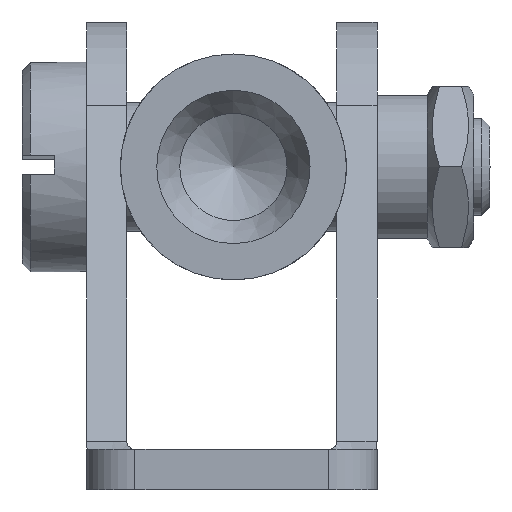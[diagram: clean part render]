
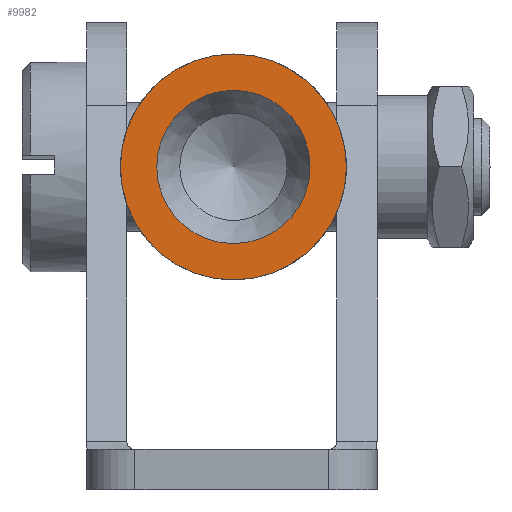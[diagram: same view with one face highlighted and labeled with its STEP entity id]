
A CAD part, left-side view. The second image highlights one B-rep face of the part: STEP entity #9982.
In plain terms, the highlighted planar face has unit normal (-1, 0, 0).
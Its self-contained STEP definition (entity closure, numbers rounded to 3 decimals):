
#8933 = CYLINDRICAL_SURFACE('',#8934,7.);
#8934 = AXIS2_PLACEMENT_3D('',#8935,#8936,#8937);
#8935 = CARTESIAN_POINT('',(9.5,0.,0.
    ));
#8936 = DIRECTION('',(-1.,0.,0.));
#8937 = DIRECTION('',(0.,0.,-1.));
#9450 = EDGE_CURVE('',#9451,#9451,#9453,.T.);
#9451 = VERTEX_POINT('',#9452);
#9452 = CARTESIAN_POINT('',(0.,0.,-4.75));
#9453 = SURFACE_CURVE('',#9454,(#9459,#9493),.PCURVE_S1.);
#9454 = CIRCLE('',#9455,4.75);
#9455 = AXIS2_PLACEMENT_3D('',#9456,#9457,#9458);
#9456 = CARTESIAN_POINT('',(0.,0.,0.));
#9457 = DIRECTION('',(1.,0.,0.));
#9458 = DIRECTION('',(0.,0.,-1.));
#9459 = PCURVE('',#9460,#9465);
#9460 = CONICAL_SURFACE('',#9461,4.037,0.524);
#9461 = AXIS2_PLACEMENT_3D('',#9462,#9463,#9464);
#9462 = CARTESIAN_POINT('',(1.235,0.,
    0.));
#9463 = DIRECTION('',(-1.,0.,0.));
#9464 = DIRECTION('',(0.,0.,-1.));
#9465 = DEFINITIONAL_REPRESENTATION('',(#9466),#9492);
#9466 = B_SPLINE_CURVE_WITH_KNOTS('',3,(#9467,#9468,#9469,#9470,#9471,
    #9472,#9473,#9474,#9475,#9476,#9477,#9478,#9479,#9480,#9481,#9482,
    #9483,#9484,#9485,#9486,#9487,#9488,#9489,#9490,#9491),
  .UNSPECIFIED.,.F.,.F.,(4,1,1,1,1,1,1,1,1,1,1,1,1,1,1,1,1,1,1,1,1,1,4),
  (0.,0.286,0.571,0.857,1.142,
    1.428,1.714,1.999,2.285,
    2.57,2.856,3.142,3.427,
    3.713,3.998,4.284,4.57,
    4.855,5.141,5.426,5.712,
    5.998,6.283),.UNSPECIFIED.);
#9467 = CARTESIAN_POINT('',(6.283,1.235));
#9468 = CARTESIAN_POINT('',(6.188,1.235));
#9469 = CARTESIAN_POINT('',(5.998,1.235));
#9470 = CARTESIAN_POINT('',(5.712,1.235));
#9471 = CARTESIAN_POINT('',(5.426,1.235));
#9472 = CARTESIAN_POINT('',(5.141,1.235));
#9473 = CARTESIAN_POINT('',(4.855,1.235));
#9474 = CARTESIAN_POINT('',(4.57,1.235));
#9475 = CARTESIAN_POINT('',(4.284,1.235));
#9476 = CARTESIAN_POINT('',(3.998,1.235));
#9477 = CARTESIAN_POINT('',(3.713,1.235));
#9478 = CARTESIAN_POINT('',(3.427,1.235));
#9479 = CARTESIAN_POINT('',(3.142,1.235));
#9480 = CARTESIAN_POINT('',(2.856,1.235));
#9481 = CARTESIAN_POINT('',(2.57,1.235));
#9482 = CARTESIAN_POINT('',(2.285,1.235));
#9483 = CARTESIAN_POINT('',(1.999,1.235));
#9484 = CARTESIAN_POINT('',(1.714,1.235));
#9485 = CARTESIAN_POINT('',(1.428,1.235));
#9486 = CARTESIAN_POINT('',(1.142,1.235));
#9487 = CARTESIAN_POINT('',(0.857,1.235));
#9488 = CARTESIAN_POINT('',(0.571,1.235));
#9489 = CARTESIAN_POINT('',(0.286,1.235));
#9490 = CARTESIAN_POINT('',(0.095,1.235));
#9491 = CARTESIAN_POINT('',(0.,1.235));
#9492 = ( GEOMETRIC_REPRESENTATION_CONTEXT(2) 
PARAMETRIC_REPRESENTATION_CONTEXT() REPRESENTATION_CONTEXT('2D SPACE',''
  ) );
#9493 = PCURVE('',#9494,#9499);
#9494 = PLANE('',#9495);
#9495 = AXIS2_PLACEMENT_3D('',#9496,#9497,#9498);
#9496 = CARTESIAN_POINT('',(0.,0.,-3.5));
#9497 = DIRECTION('',(-1.,0.,0.));
#9498 = DIRECTION('',(0.,1.,0.));
#9499 = DEFINITIONAL_REPRESENTATION('',(#9500),#9508);
#9500 = ( BOUNDED_CURVE() B_SPLINE_CURVE(2,(#9501,#9502,#9503,#9504,
#9505,#9506,#9507),.UNSPECIFIED.,.T.,.F.) B_SPLINE_CURVE_WITH_KNOTS((1,2
    ,2,2,2,1),(-2.094,0.,2.094,4.189,
6.283,8.378),.UNSPECIFIED.) CURVE() 
GEOMETRIC_REPRESENTATION_ITEM() RATIONAL_B_SPLINE_CURVE((1.,0.5,1.,0.5,
1.,0.5,1.)) REPRESENTATION_ITEM('') );
#9501 = CARTESIAN_POINT('',(0.,1.25));
#9502 = CARTESIAN_POINT('',(8.227,1.25));
#9503 = CARTESIAN_POINT('',(4.114,-5.875));
#9504 = CARTESIAN_POINT('',(0.,-13.));
#9505 = CARTESIAN_POINT('',(-4.114,-5.875));
#9506 = CARTESIAN_POINT('',(-8.227,1.25));
#9507 = CARTESIAN_POINT('',(0.,1.25));
#9508 = ( GEOMETRIC_REPRESENTATION_CONTEXT(2) 
PARAMETRIC_REPRESENTATION_CONTEXT() REPRESENTATION_CONTEXT('2D SPACE',''
  ) );
#9910 = VERTEX_POINT('',#9911);
#9911 = CARTESIAN_POINT('',(0.,0.,-7.));
#9931 = EDGE_CURVE('',#9910,#9910,#9932,.T.);
#9932 = SURFACE_CURVE('',#9933,(#9938,#9967),.PCURVE_S1.);
#9933 = CIRCLE('',#9934,7.);
#9934 = AXIS2_PLACEMENT_3D('',#9935,#9936,#9937);
#9935 = CARTESIAN_POINT('',(0.,0.,0.));
#9936 = DIRECTION('',(-1.,0.,0.));
#9937 = DIRECTION('',(0.,0.,-1.));
#9938 = PCURVE('',#8933,#9939);
#9939 = DEFINITIONAL_REPRESENTATION('',(#9940),#9966);
#9940 = B_SPLINE_CURVE_WITH_KNOTS('',3,(#9941,#9942,#9943,#9944,#9945,
    #9946,#9947,#9948,#9949,#9950,#9951,#9952,#9953,#9954,#9955,#9956,
    #9957,#9958,#9959,#9960,#9961,#9962,#9963,#9964,#9965),
  .UNSPECIFIED.,.F.,.F.,(4,1,1,1,1,1,1,1,1,1,1,1,1,1,1,1,1,1,1,1,1,1,4),
  (0.,0.286,0.571,0.857,1.142,
    1.428,1.714,1.999,2.285,
    2.57,2.856,3.142,3.427,
    3.713,3.998,4.284,4.57,
    4.855,5.141,5.426,5.712,
    5.998,6.283),.UNSPECIFIED.);
#9941 = CARTESIAN_POINT('',(0.,9.5));
#9942 = CARTESIAN_POINT('',(0.095,9.5));
#9943 = CARTESIAN_POINT('',(0.286,9.5));
#9944 = CARTESIAN_POINT('',(0.571,9.5));
#9945 = CARTESIAN_POINT('',(0.857,9.5));
#9946 = CARTESIAN_POINT('',(1.142,9.5));
#9947 = CARTESIAN_POINT('',(1.428,9.5));
#9948 = CARTESIAN_POINT('',(1.714,9.5));
#9949 = CARTESIAN_POINT('',(1.999,9.5));
#9950 = CARTESIAN_POINT('',(2.285,9.5));
#9951 = CARTESIAN_POINT('',(2.57,9.5));
#9952 = CARTESIAN_POINT('',(2.856,9.5));
#9953 = CARTESIAN_POINT('',(3.142,9.5));
#9954 = CARTESIAN_POINT('',(3.427,9.5));
#9955 = CARTESIAN_POINT('',(3.713,9.5));
#9956 = CARTESIAN_POINT('',(3.998,9.5));
#9957 = CARTESIAN_POINT('',(4.284,9.5));
#9958 = CARTESIAN_POINT('',(4.57,9.5));
#9959 = CARTESIAN_POINT('',(4.855,9.5));
#9960 = CARTESIAN_POINT('',(5.141,9.5));
#9961 = CARTESIAN_POINT('',(5.426,9.5));
#9962 = CARTESIAN_POINT('',(5.712,9.5));
#9963 = CARTESIAN_POINT('',(5.998,9.5));
#9964 = CARTESIAN_POINT('',(6.188,9.5));
#9965 = CARTESIAN_POINT('',(6.283,9.5));
#9966 = ( GEOMETRIC_REPRESENTATION_CONTEXT(2) 
PARAMETRIC_REPRESENTATION_CONTEXT() REPRESENTATION_CONTEXT('2D SPACE',''
  ) );
#9967 = PCURVE('',#9494,#9968);
#9968 = DEFINITIONAL_REPRESENTATION('',(#9969),#9973);
#9969 = CIRCLE('',#9970,7.);
#9970 = AXIS2_PLACEMENT_2D('',#9971,#9972);
#9971 = CARTESIAN_POINT('',(0.,-3.5));
#9972 = DIRECTION('',(0.,1.));
#9973 = ( GEOMETRIC_REPRESENTATION_CONTEXT(2) 
PARAMETRIC_REPRESENTATION_CONTEXT() REPRESENTATION_CONTEXT('2D SPACE',''
  ) );
#9982 = ADVANCED_FACE('',(#9983,#9986),#9494,.T.);
#9983 = FACE_BOUND('',#9984,.T.);
#9984 = EDGE_LOOP('',(#9985));
#9985 = ORIENTED_EDGE('',*,*,#9931,.T.);
#9986 = FACE_BOUND('',#9987,.T.);
#9987 = EDGE_LOOP('',(#9988));
#9988 = ORIENTED_EDGE('',*,*,#9450,.T.);
